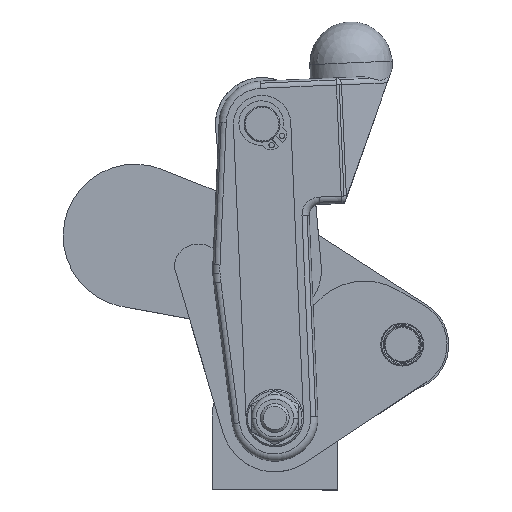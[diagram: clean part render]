
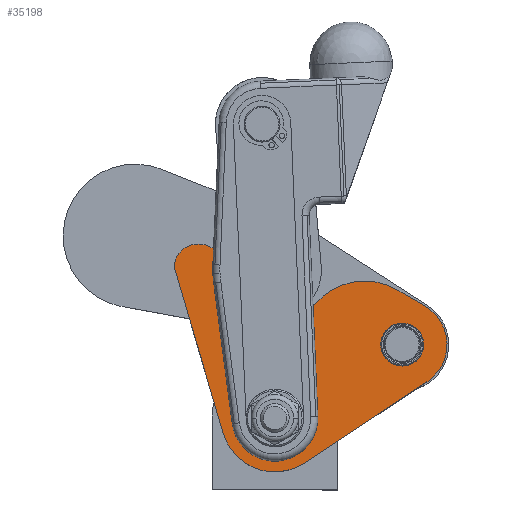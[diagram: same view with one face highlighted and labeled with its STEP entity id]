
A CAD part, top view. The second image highlights one B-rep face of the part: STEP entity #35198.
In plain terms, the highlighted planar face has unit normal (0, 0, 1).
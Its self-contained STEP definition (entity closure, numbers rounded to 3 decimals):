
#49=CARTESIAN_POINT('',(-41.635,226.178,98.143));
#50=VERTEX_POINT('',#49);
#59=CARTESIAN_POINT('',(-29.635,226.178,98.143));
#60=VERTEX_POINT('',#59);
#61=CARTESIAN_POINT('',(-35.635,226.178,98.143));
#62=DIRECTION('',(0.0,0.0,-1.0));
#63=DIRECTION('',(-1.0,0.0,0.0));
#64=AXIS2_PLACEMENT_3D('',#61,#62,#63);
#65=CIRCLE('',#64,6.);
#66=EDGE_CURVE('',#60,#50,#65,.T.);
#1025=CARTESIAN_POINT('',(-87.575,252.275,98.143));
#1026=VERTEX_POINT('',#1025);
#1042=CARTESIAN_POINT('',(-92.171,254.178,98.143));
#1043=VERTEX_POINT('',#1042);
#1050=CARTESIAN_POINT('',(-92.171,247.678,98.143));
#1051=DIRECTION('',(0.0,0.0,-1.));
#1052=DIRECTION('',(0.707,0.707,0.0));
#1053=AXIS2_PLACEMENT_3D('',#1050,#1051,#1052);
#1054=CIRCLE('',#1053,6.5);
#1055=EDGE_CURVE('',#1043,#1026,#1054,.T.);
#1067=CARTESIAN_POINT('',(-97.231,252.275,98.143));
#1068=VERTEX_POINT('',#1067);
#1084=CARTESIAN_POINT('',(-99.135,247.678,98.143));
#1085=VERTEX_POINT('',#1084);
#1092=CARTESIAN_POINT('',(-92.635,247.678,98.143));
#1093=DIRECTION('',(0.0,0.0,-1.0));
#1094=DIRECTION('',(-0.707,0.707,0.0));
#1095=AXIS2_PLACEMENT_3D('',#1092,#1093,#1094);
#1096=CIRCLE('',#1095,6.5);
#1097=EDGE_CURVE('',#1085,#1068,#1096,.T.);
#32751=CARTESIAN_POINT('',(-86.078,227.301,98.143));
#32752=VERTEX_POINT('',#32751);
#32768=CARTESIAN_POINT('',(-60.11,228.427,98.143));
#32769=VERTEX_POINT('',#32768);
#32777=CARTESIAN_POINT('',(-86.078,227.301,98.143));
#32778=DIRECTION('',(0.999,0.043,0.0));
#32779=VECTOR('',#32778,25.992);
#32780=LINE('',#32777,#32779);
#32781=EDGE_CURVE('',#32752,#32769,#32780,.T.);
#34188=CARTESIAN_POINT('',(-59.146,206.198,98.143));
#34189=VERTEX_POINT('',#34188);
#34196=CARTESIAN_POINT('',(-60.11,228.427,98.143));
#34197=DIRECTION('',(0.043,-0.999,0.0));
#34198=VECTOR('',#34197,22.25);
#34199=LINE('',#34196,#34198);
#34200=EDGE_CURVE('',#32769,#34189,#34199,.T.);
#34255=CARTESIAN_POINT('',(-83.033,204.116,98.143));
#34256=VERTEX_POINT('',#34255);
#34257=CARTESIAN_POINT('',(-83.033,204.116,98.143));
#34258=DIRECTION('',(-0.13,0.991,0.0));
#34259=VECTOR('',#34258,23.385);
#34260=LINE('',#34257,#34259);
#34261=EDGE_CURVE('',#34256,#32752,#34260,.T.);
#34279=CARTESIAN_POINT('',(-71.135,205.678,98.143));
#34280=DIRECTION('',(0.,0.,-1.));
#34281=DIRECTION('',(0.991,0.13,0.));
#34282=AXIS2_PLACEMENT_3D('',#34279,#34280,#34281);
#34283=CIRCLE('',#34282,12.);
#34284=EDGE_CURVE('',#34189,#34256,#34283,.T.);
#35041=CARTESIAN_POINT('',(-62.856,193.17,98.143));
#35042=VERTEX_POINT('',#35041);
#35049=CARTESIAN_POINT('',(-85.524,201.442,98.143));
#35050=VERTEX_POINT('',#35049);
#35051=CARTESIAN_POINT('',(-71.135,205.678,98.143));
#35052=DIRECTION('',(0.0,0.0,1.));
#35053=DIRECTION('',(0.959,0.282,0.0));
#35054=AXIS2_PLACEMENT_3D('',#35051,#35052,#35053);
#35055=CIRCLE('',#35054,15.);
#35056=EDGE_CURVE('',#35050,#35042,#35055,.T.);
#35081=CARTESIAN_POINT('',(-99.135,247.678,98.143));
#35082=DIRECTION('',(0.282,-0.959,0.0));
#35083=VECTOR('',#35082,48.198);
#35084=LINE('',#35081,#35083);
#35085=EDGE_CURVE('',#1085,#35050,#35084,.T.);
#35098=CARTESIAN_POINT('',(-69.582,200.205,98.143));
#35099=DIRECTION('',(0.0,0.0,1.0));
#35100=DIRECTION('',(1.0,0.0,0.0));
#35101=AXIS2_PLACEMENT_3D('',#35098,#35099,#35100);
#35102=PLANE('',#35101);
#35103=ORIENTED_EDGE('',*,*,#35085,.T.);
#35104=ORIENTED_EDGE('',*,*,#35056,.T.);
#35105=CARTESIAN_POINT('',(-28.734,215.751,98.143));
#35106=VERTEX_POINT('',#35105);
#35107=CARTESIAN_POINT('',(-62.856,193.17,98.143));
#35108=DIRECTION('',(0.834,0.552,0.0));
#35109=VECTOR('',#35108,40.918);
#35110=LINE('',#35107,#35109);
#35111=EDGE_CURVE('',#35042,#35106,#35110,.T.);
#35112=ORIENTED_EDGE('',*,*,#35111,.T.);
#35113=CARTESIAN_POINT('',(-29.383,237.007,98.143));
#35114=VERTEX_POINT('',#35113);
#35115=CARTESIAN_POINT('',(-35.635,226.178,98.143));
#35116=DIRECTION('',(0.0,0.0,-1.0));
#35117=DIRECTION('',(0.5,-0.866,0.0));
#35118=AXIS2_PLACEMENT_3D('',#35115,#35116,#35117);
#35119=CIRCLE('',#35118,12.504);
#35120=EDGE_CURVE('',#35114,#35106,#35119,.T.);
#35121=ORIENTED_EDGE('',*,*,#35120,.F.);
#35122=CARTESIAN_POINT('',(-37.114,241.47,98.143));
#35123=VERTEX_POINT('',#35122);
#35124=CARTESIAN_POINT('',(-37.114,241.47,98.143));
#35125=DIRECTION('',(0.866,-0.5,0.0));
#35126=VECTOR('',#35125,8.927);
#35127=LINE('',#35124,#35126);
#35128=EDGE_CURVE('',#35123,#35114,#35127,.T.);
#35129=ORIENTED_EDGE('',*,*,#35128,.F.);
#35130=CARTESIAN_POINT('',(-59.842,237.525,98.143));
#35131=VERTEX_POINT('',#35130);
#35132=CARTESIAN_POINT('',(-46.114,225.882,98.143));
#35133=DIRECTION('',(0.0,0.0,-1.));
#35134=DIRECTION('',(0.5,0.866,0.0));
#35135=AXIS2_PLACEMENT_3D('',#35132,#35133,#35134);
#35136=CIRCLE('',#35135,18.);
#35137=EDGE_CURVE('',#35131,#35123,#35136,.T.);
#35138=ORIENTED_EDGE('',*,*,#35137,.F.);
#35139=CARTESIAN_POINT('',(-85.671,246.678,98.143));
#35140=VERTEX_POINT('',#35139);
#35141=CARTESIAN_POINT('',(-71.135,246.678,98.143));
#35142=DIRECTION('',(0.0,0.0,1.0));
#35143=DIRECTION('',(1.0,0.0,0.0));
#35144=AXIS2_PLACEMENT_3D('',#35141,#35142,#35143);
#35145=CIRCLE('',#35144,14.537);
#35146=EDGE_CURVE('',#35140,#35131,#35145,.T.);
#35147=ORIENTED_EDGE('',*,*,#35146,.F.);
#35148=CARTESIAN_POINT('',(-85.671,247.678,98.143));
#35149=VERTEX_POINT('',#35148);
#35150=CARTESIAN_POINT('',(-85.671,247.678,98.143));
#35151=DIRECTION('',(0.0,-1.0,0.0));
#35152=VECTOR('',#35151,1.);
#35153=LINE('',#35150,#35152);
#35154=EDGE_CURVE('',#35149,#35140,#35153,.T.);
#35155=ORIENTED_EDGE('',*,*,#35154,.F.);
#35156=CARTESIAN_POINT('',(-92.171,247.678,98.143));
#35157=DIRECTION('',(0.0,0.0,-1.));
#35158=DIRECTION('',(0.707,0.707,0.0));
#35159=AXIS2_PLACEMENT_3D('',#35156,#35157,#35158);
#35160=CIRCLE('',#35159,6.5);
#35161=EDGE_CURVE('',#1026,#35149,#35160,.T.);
#35162=ORIENTED_EDGE('',*,*,#35161,.F.);
#35163=ORIENTED_EDGE('',*,*,#1055,.F.);
#35164=CARTESIAN_POINT('',(-92.635,254.178,98.143));
#35165=VERTEX_POINT('',#35164);
#35166=CARTESIAN_POINT('',(-92.635,254.178,98.143));
#35167=DIRECTION('',(1.0,0.0,0.0));
#35168=VECTOR('',#35167,0.463);
#35169=LINE('',#35166,#35168);
#35170=EDGE_CURVE('',#35165,#1043,#35169,.T.);
#35171=ORIENTED_EDGE('',*,*,#35170,.F.);
#35172=CARTESIAN_POINT('',(-92.635,247.678,98.143));
#35173=DIRECTION('',(0.0,0.0,-1.0));
#35174=DIRECTION('',(-0.707,0.707,0.0));
#35175=AXIS2_PLACEMENT_3D('',#35172,#35173,#35174);
#35176=CIRCLE('',#35175,6.5);
#35177=EDGE_CURVE('',#1068,#35165,#35176,.T.);
#35178=ORIENTED_EDGE('',*,*,#35177,.F.);
#35179=ORIENTED_EDGE('',*,*,#1097,.F.);
#35180=EDGE_LOOP('',(#35103,#35104,#35112,#35121,#35129,#35138,#35147,#35155,#35162,#35163,#35171,#35178,#35179));
#35181=FACE_OUTER_BOUND('',#35180,.T.);
#35182=ORIENTED_EDGE('',*,*,#32781,.T.);
#35183=ORIENTED_EDGE('',*,*,#34200,.T.);
#35184=ORIENTED_EDGE('',*,*,#34284,.T.);
#35185=ORIENTED_EDGE('',*,*,#34261,.T.);
#35186=EDGE_LOOP('',(#35182,#35183,#35184,#35185));
#35187=FACE_BOUND('',#35186,.T.);
#35188=ORIENTED_EDGE('',*,*,#66,.T.);
#35189=CARTESIAN_POINT('',(-35.635,226.178,98.143));
#35190=DIRECTION('',(0.0,0.0,-1.0));
#35191=DIRECTION('',(-1.0,0.0,0.0));
#35192=AXIS2_PLACEMENT_3D('',#35189,#35190,#35191);
#35193=CIRCLE('',#35192,6.);
#35194=EDGE_CURVE('',#50,#60,#35193,.T.);
#35195=ORIENTED_EDGE('',*,*,#35194,.T.);
#35196=EDGE_LOOP('',(#35188,#35195));
#35197=FACE_BOUND('',#35196,.T.);
#35198=ADVANCED_FACE('',(#35181,#35187,#35197),#35102,.T.);
